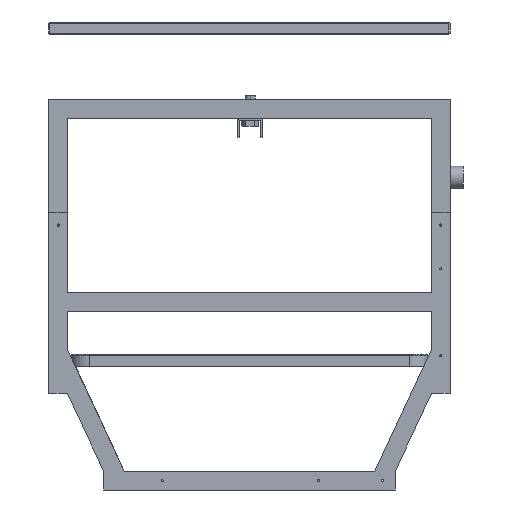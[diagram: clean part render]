
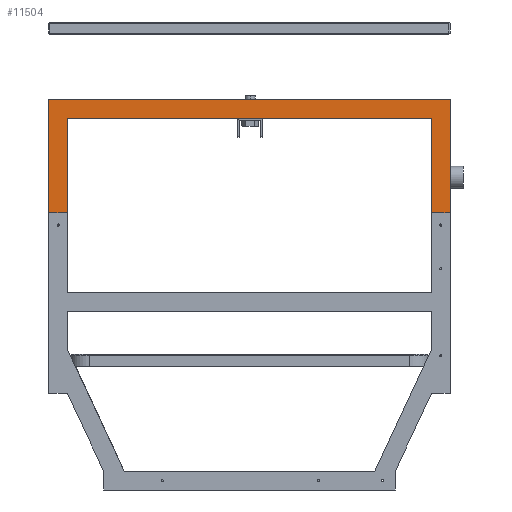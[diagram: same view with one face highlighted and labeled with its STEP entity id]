
A CAD part, left-side view. The second image highlights one B-rep face of the part: STEP entity #11504.
In plain terms, the highlighted planar face has unit normal (-1, 0, 0).
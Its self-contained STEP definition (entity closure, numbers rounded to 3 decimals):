
#55 = CARTESIAN_POINT ( 'NONE',  ( -335., -97., 403.3 ) ) ;
#819 = DIRECTION ( 'NONE',  ( 0., 0., 1. ) ) ;
#835 = VECTOR ( 'NONE', #8124, 1000. ) ;
#2239 = DIRECTION ( 'NONE',  ( 0., 0., -1. ) ) ;
#2994 = LINE ( 'NONE', #23987, #26821 ) ;
#3135 = CARTESIAN_POINT ( 'NONE',  ( -335., -67., 433.3 ) ) ;
#3507 = CARTESIAN_POINT ( 'NONE',  ( -335., -67., 430.3 ) ) ;
#3520 = VECTOR ( 'NONE', #2239, 1000. ) ;
#4321 = ORIENTED_EDGE ( 'NONE', *, *, #22946, .F. ) ;
#5001 = EDGE_CURVE ( 'NONE', #5328, #5365, #29219, .T. ) ;
#5328 = VERTEX_POINT ( 'NONE', #24717 ) ;
#5365 = VERTEX_POINT ( 'NONE', #29273 ) ;
#5453 = VERTEX_POINT ( 'NONE', #17808 ) ;
#5674 = LINE ( 'NONE', #21103, #17944 ) ;
#5964 = VERTEX_POINT ( 'NONE', #6294 ) ;
#6294 = CARTESIAN_POINT ( 'NONE',  ( -335., -97., 614.3 ) ) ;
#7461 = PLANE ( 'NONE',  #17804 ) ;
#7851 = CARTESIAN_POINT ( 'NONE',  ( -335., -67., 584.3 ) ) ;
#8124 = DIRECTION ( 'NONE',  ( 0., 0., -1. ) ) ;
#8482 = EDGE_CURVE ( 'NONE', #15401, #23614, #23591, .T. ) ;
#11504 = ADVANCED_FACE ( 'NONE', ( #28557 ), #7461, .T. ) ;
#11778 = LINE ( 'NONE', #23933, #29501 ) ;
#12405 = CARTESIAN_POINT ( 'NONE',  ( -335., 517., 433.3 ) ) ;
#13267 = DIRECTION ( 'NONE',  ( 0., 0., -1. ) ) ;
#14130 = LINE ( 'NONE', #7851, #17697 ) ;
#14134 = CARTESIAN_POINT ( 'NONE',  ( -335., 547., 403.3 ) ) ;
#15401 = VERTEX_POINT ( 'NONE', #21183 ) ;
#15795 = DIRECTION ( 'NONE',  ( 0., -1., 0. ) ) ;
#16168 = EDGE_LOOP ( 'NONE', ( #24748, #28797, #24210, #17721, #20746, #28925, #26661, #4321 ) ) ;
#17111 = DIRECTION ( 'NONE',  ( 0., 1., 0. ) ) ;
#17193 = CARTESIAN_POINT ( 'NONE',  ( -335., -67., 433.3 ) ) ;
#17196 = EDGE_CURVE ( 'NONE', #27547, #15401, #14130, .T. ) ;
#17600 = LINE ( 'NONE', #55, #3520 ) ;
#17697 = VECTOR ( 'NONE', #26534, 1000. ) ;
#17721 = ORIENTED_EDGE ( 'NONE', *, *, #23961, .F. ) ;
#17804 = AXIS2_PLACEMENT_3D ( 'NONE', #3135, #19070, #819 ) ;
#17808 = CARTESIAN_POINT ( 'NONE',  ( -335., -97., 433.3 ) ) ;
#17944 = VECTOR ( 'NONE', #25657, 1000. ) ;
#19070 = DIRECTION ( 'NONE',  ( -1., 0., 0. ) ) ;
#19563 = EDGE_CURVE ( 'NONE', #5964, #5365, #2994, .T. ) ;
#20746 = ORIENTED_EDGE ( 'NONE', *, *, #19563, .T. ) ;
#21091 = DIRECTION ( 'NONE',  ( 0., 0., 1. ) ) ;
#21103 = CARTESIAN_POINT ( 'NONE',  ( -335., 482., 433.3 ) ) ;
#21183 = CARTESIAN_POINT ( 'NONE',  ( -335., -67., 584.3 ) ) ;
#21596 = VECTOR ( 'NONE', #15795, 1000. ) ;
#22021 = EDGE_CURVE ( 'NONE', #5328, #22942, #27742, .T. ) ;
#22942 = VERTEX_POINT ( 'NONE', #12405 ) ;
#22946 = EDGE_CURVE ( 'NONE', #27547, #22942, #11778, .T. ) ;
#23056 = VECTOR ( 'NONE', #21091, 1000. ) ;
#23591 = LINE ( 'NONE', #3507, #835 ) ;
#23614 = VERTEX_POINT ( 'NONE', #17193 ) ;
#23933 = CARTESIAN_POINT ( 'NONE',  ( -335., 517., 403.3 ) ) ;
#23961 = EDGE_CURVE ( 'NONE', #5964, #5453, #17600, .T. ) ;
#23987 = CARTESIAN_POINT ( 'NONE',  ( -335., -67., 614.3 ) ) ;
#24183 = EDGE_CURVE ( 'NONE', #23614, #5453, #5674, .T. ) ;
#24210 = ORIENTED_EDGE ( 'NONE', *, *, #24183, .T. ) ;
#24717 = CARTESIAN_POINT ( 'NONE',  ( -335., 547., 433.3 ) ) ;
#24748 = ORIENTED_EDGE ( 'NONE', *, *, #17196, .T. ) ;
#25657 = DIRECTION ( 'NONE',  ( 0., -1., 0. ) ) ;
#26534 = DIRECTION ( 'NONE',  ( 0., -1., 0. ) ) ;
#26661 = ORIENTED_EDGE ( 'NONE', *, *, #22021, .T. ) ;
#26821 = VECTOR ( 'NONE', #17111, 1000. ) ;
#27547 = VERTEX_POINT ( 'NONE', #28281 ) ;
#27742 = LINE ( 'NONE', #29254, #21596 ) ;
#28281 = CARTESIAN_POINT ( 'NONE',  ( -335., 517., 584.3 ) ) ;
#28557 = FACE_OUTER_BOUND ( 'NONE', #16168, .T. ) ;
#28797 = ORIENTED_EDGE ( 'NONE', *, *, #8482, .T. ) ;
#28925 = ORIENTED_EDGE ( 'NONE', *, *, #5001, .F. ) ;
#29219 = LINE ( 'NONE', #14134, #23056 ) ;
#29254 = CARTESIAN_POINT ( 'NONE',  ( -335., 482., 433.3 ) ) ;
#29273 = CARTESIAN_POINT ( 'NONE',  ( -335., 547., 614.3 ) ) ;
#29501 = VECTOR ( 'NONE', #13267, 1000. ) ;
